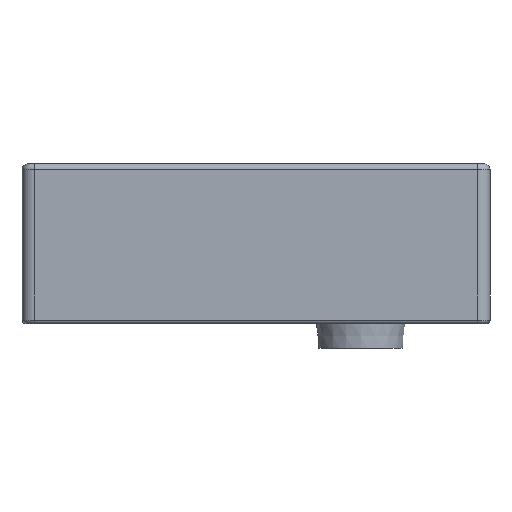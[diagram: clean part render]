
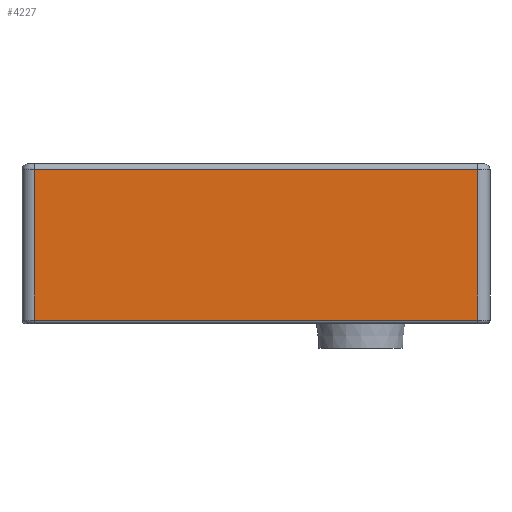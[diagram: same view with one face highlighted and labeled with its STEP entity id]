
A CAD part, left-side view. The second image highlights one B-rep face of the part: STEP entity #4227.
In plain terms, the highlighted planar face has unit normal (-1, 0, 0).
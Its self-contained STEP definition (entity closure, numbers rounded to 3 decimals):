
#3527=CARTESIAN_POINT('',(-35.267,9.517,-127.));
#3528=VERTEX_POINT('',#3527);
#3578=CARTESIAN_POINT('',(-35.267,-350.483,-127.));
#3579=VERTEX_POINT('',#3578);
#3587=CARTESIAN_POINT('',(-35.267,-350.483,-127.));
#3588=DIRECTION('',(0.0,1.0,0.0));
#3589=VECTOR('',#3588,360.0);
#3590=LINE('',#3587,#3589);
#3591=EDGE_CURVE('',#3579,#3528,#3590,.T.);
#3914=CARTESIAN_POINT('',(-35.267,9.517,-5.0));
#3915=VERTEX_POINT('',#3914);
#4006=CARTESIAN_POINT('',(-35.267,-350.483,-5.0));
#4007=VERTEX_POINT('',#4006);
#4017=CARTESIAN_POINT('',(-35.267,9.517,-5.0));
#4018=DIRECTION('',(0.0,-1.0,0.0));
#4019=VECTOR('',#4018,360.0);
#4020=LINE('',#4017,#4019);
#4021=EDGE_CURVE('',#3915,#4007,#4020,.T.);
#4202=CARTESIAN_POINT('',(-35.267,-350.483,-5.0));
#4203=DIRECTION('',(0.0,0.0,-1.0));
#4204=VECTOR('',#4203,122.);
#4205=LINE('',#4202,#4204);
#4206=EDGE_CURVE('',#4007,#3579,#4205,.T.);
#4211=CARTESIAN_POINT('',(-35.267,-360.483,0.0));
#4212=DIRECTION('',(-1.0,0.0,0.0));
#4213=DIRECTION('',(0.0,0.0,1.0));
#4214=AXIS2_PLACEMENT_3D('',#4211,#4212,#4213);
#4215=PLANE('',#4214);
#4216=ORIENTED_EDGE('',*,*,#3591,.F.);
#4217=ORIENTED_EDGE('',*,*,#4206,.F.);
#4218=ORIENTED_EDGE('',*,*,#4021,.F.);
#4219=CARTESIAN_POINT('',(-35.267,9.517,-127.));
#4220=DIRECTION('',(0.0,0.0,1.0));
#4221=VECTOR('',#4220,122.);
#4222=LINE('',#4219,#4221);
#4223=EDGE_CURVE('',#3528,#3915,#4222,.T.);
#4224=ORIENTED_EDGE('',*,*,#4223,.F.);
#4225=EDGE_LOOP('',(#4216,#4217,#4218,#4224));
#4226=FACE_OUTER_BOUND('',#4225,.T.);
#4227=ADVANCED_FACE('',(#4226),#4215,.T.);
